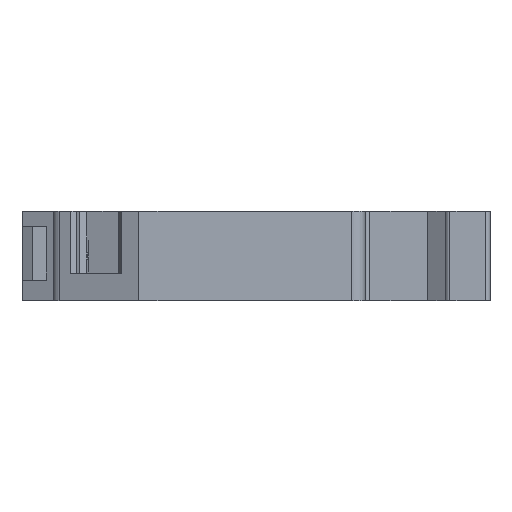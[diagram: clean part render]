
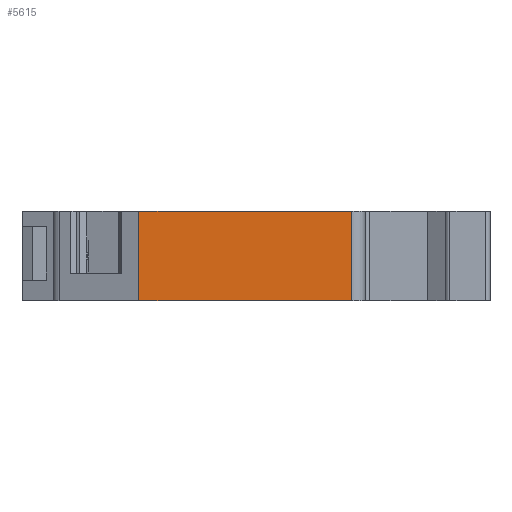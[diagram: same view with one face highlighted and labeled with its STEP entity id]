
A CAD part, left-side view. The second image highlights one B-rep face of the part: STEP entity #5615.
In plain terms, the highlighted planar face has unit normal (-1, 0, 0).
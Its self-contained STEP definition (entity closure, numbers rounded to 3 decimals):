
#629=DIRECTION('',(0.,0.,-1.));
#630=VECTOR('',#629,10.);
#631=CARTESIAN_POINT('',(-35.5,8.5,0.));
#632=LINE('',#631,#630);
#643=DIRECTION('',(0.,0.,-1.));
#644=VECTOR('',#643,10.);
#645=CARTESIAN_POINT('',(-35.5,32.384,0.));
#646=LINE('',#645,#644);
#650=DIRECTION('',(0.,1.,0.));
#651=VECTOR('',#650,23.884);
#652=CARTESIAN_POINT('',(-35.5,8.5,0.));
#653=LINE('',#652,#651);
#813=DIRECTION('',(0.,1.,0.));
#814=VECTOR('',#813,23.884);
#815=CARTESIAN_POINT('',(-35.5,8.5,-10.));
#816=LINE('',#815,#814);
#4520=CARTESIAN_POINT('',(-35.5,8.5,0.));
#4521=CARTESIAN_POINT('',(-35.5,32.384,0.));
#4522=VERTEX_POINT('',#4520);
#4523=VERTEX_POINT('',#4521);
#4738=CARTESIAN_POINT('',(-35.5,8.5,-10.));
#4739=VERTEX_POINT('',#4738);
#4740=CARTESIAN_POINT('',(-35.5,32.384,-10.));
#4741=VERTEX_POINT('',#4740);
#5602=CARTESIAN_POINT('',(-35.5,8.5,0.));
#5603=DIRECTION('',(1.,0.,0.));
#5604=DIRECTION('',(0.,-1.,0.));
#5605=AXIS2_PLACEMENT_3D('',#5602,#5603,#5604);
#5606=PLANE('',#5605);
#5608=ORIENTED_EDGE('',*,*,#5607,.T.);
#5610=ORIENTED_EDGE('',*,*,#5609,.F.);
#5611=ORIENTED_EDGE('',*,*,#5354,.F.);
#5612=ORIENTED_EDGE('',*,*,#5585,.T.);
#5613=EDGE_LOOP('',(#5608,#5610,#5611,#5612));
#5614=FACE_OUTER_BOUND('',#5613,.F.);
#5354=EDGE_CURVE('',#4522,#4523,#653,.T.);
#5585=EDGE_CURVE('',#4522,#4739,#632,.T.);
#5607=EDGE_CURVE('',#4739,#4741,#816,.T.);
#5609=EDGE_CURVE('',#4523,#4741,#646,.T.);
#5615=ADVANCED_FACE('',(#5614),#5606,.F.);
